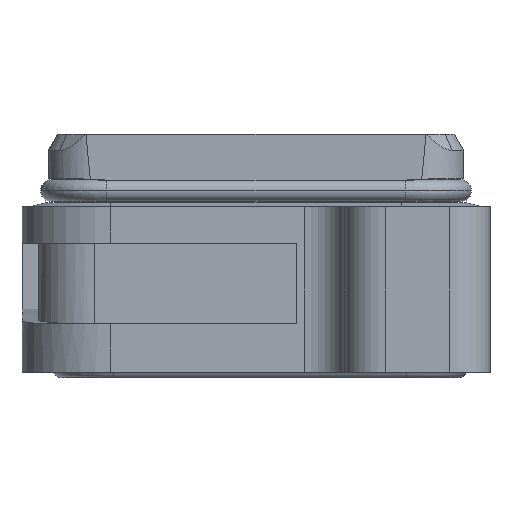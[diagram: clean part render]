
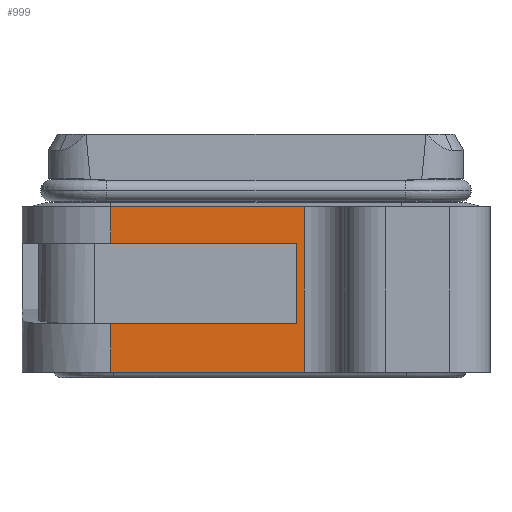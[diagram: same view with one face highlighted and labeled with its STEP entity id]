
A CAD part, front view. The second image highlights one B-rep face of the part: STEP entity #999.
In plain terms, the highlighted planar face has unit normal (0, -1, 0).
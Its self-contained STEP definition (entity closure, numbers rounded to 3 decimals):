
#956=AXIS2_PLACEMENT_3D('Plane Axis2P3D',#953,#954,#955) ;
#239=CARTESIAN_POINT('Vertex',(35.,17.,0.7)) ;
#242=CARTESIAN_POINT('Line Origine',(23.,17.,0.7)) ;
#246=CARTESIAN_POINT('Vertex',(11.,17.,0.7)) ;
#538=CARTESIAN_POINT('Vertex',(35.,17.,21.2)) ;
#638=CARTESIAN_POINT('Vertex',(11.,17.,21.2)) ;
#641=CARTESIAN_POINT('Line Origine',(23.,17.,21.2)) ;
#928=CARTESIAN_POINT('Vertex',(11.,17.,6.7)) ;
#940=CARTESIAN_POINT('Line Origine',(11.,17.,10.95)) ;
#953=CARTESIAN_POINT('Axis2P3D Location',(0.,17.,0.7)) ;
#958=CARTESIAN_POINT('Line Origine',(11.,17.,18.95)) ;
#962=CARTESIAN_POINT('Vertex',(11.,17.,16.7)) ;
#965=CARTESIAN_POINT('Line Origine',(22.5,17.,16.7)) ;
#969=CARTESIAN_POINT('Vertex',(34.,17.,16.7)) ;
#972=CARTESIAN_POINT('Line Origine',(34.,17.,11.7)) ;
#976=CARTESIAN_POINT('Vertex',(34.,17.,6.7)) ;
#979=CARTESIAN_POINT('Line Origine',(22.5,17.,6.7)) ;
#984=CARTESIAN_POINT('Line Origine',(35.,17.,10.95)) ;
#243=DIRECTION('Vector Direction',(1.,0.,0.)) ;
#642=DIRECTION('Vector Direction',(1.,0.,0.)) ;
#941=DIRECTION('Vector Direction',(0.,0.,1.)) ;
#954=DIRECTION('Axis2P3D Direction',(0.,-1.,0.)) ;
#955=DIRECTION('Axis2P3D XDirection',(1.,0.,0.)) ;
#959=DIRECTION('Vector Direction',(0.,0.,1.)) ;
#966=DIRECTION('Vector Direction',(1.,0.,0.)) ;
#973=DIRECTION('Vector Direction',(0.,0.,1.)) ;
#980=DIRECTION('Vector Direction',(1.,0.,0.)) ;
#985=DIRECTION('Vector Direction',(0.,0.,1.)) ;
#244=VECTOR('Line Direction',#243,1.) ;
#643=VECTOR('Line Direction',#642,1.) ;
#942=VECTOR('Line Direction',#941,1.) ;
#960=VECTOR('Line Direction',#959,1.) ;
#967=VECTOR('Line Direction',#966,1.) ;
#974=VECTOR('Line Direction',#973,1.) ;
#981=VECTOR('Line Direction',#980,1.) ;
#986=VECTOR('Line Direction',#985,1.) ;
#990=ORIENTED_EDGE('',*,*,#645,.F.) ;
#991=ORIENTED_EDGE('',*,*,#964,.F.) ;
#992=ORIENTED_EDGE('',*,*,#971,.F.) ;
#993=ORIENTED_EDGE('',*,*,#978,.F.) ;
#994=ORIENTED_EDGE('',*,*,#983,.T.) ;
#995=ORIENTED_EDGE('',*,*,#944,.F.) ;
#996=ORIENTED_EDGE('',*,*,#248,.T.) ;
#997=ORIENTED_EDGE('',*,*,#988,.F.) ;
#999=ADVANCED_FACE('Koerper.2',(#998),#957,.T.) ;
#248=EDGE_CURVE('',#247,#240,#245,.T.) ;
#645=EDGE_CURVE('',#639,#539,#644,.T.) ;
#944=EDGE_CURVE('',#247,#929,#943,.T.) ;
#964=EDGE_CURVE('',#963,#639,#961,.T.) ;
#971=EDGE_CURVE('',#970,#963,#968,.F.) ;
#978=EDGE_CURVE('',#977,#970,#975,.T.) ;
#983=EDGE_CURVE('',#977,#929,#982,.F.) ;
#988=EDGE_CURVE('',#539,#240,#987,.F.) ;
#989=EDGE_LOOP('',(#990,#991,#992,#993,#994,#995,#996,#997)) ;
#998=FACE_OUTER_BOUND('',#989,.T.) ;
#245=LINE('Line',#242,#244) ;
#644=LINE('Line',#641,#643) ;
#943=LINE('Line',#940,#942) ;
#961=LINE('Line',#958,#960) ;
#968=LINE('Line',#965,#967) ;
#975=LINE('Line',#972,#974) ;
#982=LINE('Line',#979,#981) ;
#987=LINE('Line',#984,#986) ;
#957=PLANE('',#956) ;
#240=VERTEX_POINT('',#239) ;
#247=VERTEX_POINT('',#246) ;
#539=VERTEX_POINT('',#538) ;
#639=VERTEX_POINT('',#638) ;
#929=VERTEX_POINT('',#928) ;
#963=VERTEX_POINT('',#962) ;
#970=VERTEX_POINT('',#969) ;
#977=VERTEX_POINT('',#976) ;
